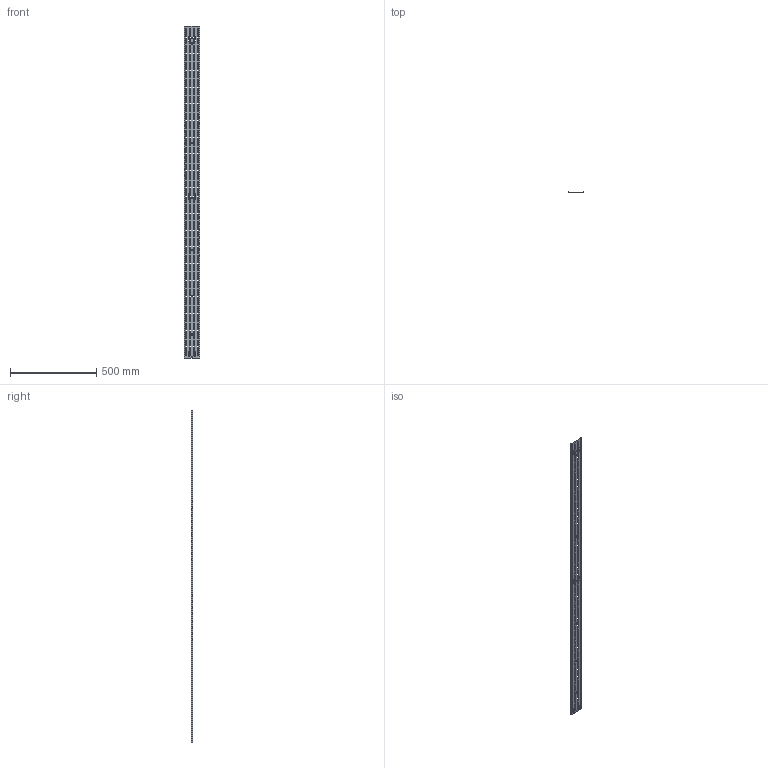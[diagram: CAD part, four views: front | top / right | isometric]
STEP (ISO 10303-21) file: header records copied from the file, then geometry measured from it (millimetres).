
FILE_DESCRIPTION (( 'STEP AP214' ), '1' );
FILE_NAME ('LCMV42-RH_3D.step', '2024-01-27T00:10:01', ( '' ), ( '' ), 'SwSTEP 2.0', 'SolidWorks 2022', '' );
FILE_SCHEMA (( 'AUTOMOTIVE_DESIGN' ));
Length unit declared in the file: inch
Products named in the file (1): LCMV42-RH_3D
Bounding box: 90 x 6.7 x 1930 mm (x, y, z)
Volume: 186636.6 mm3; surface area: 334146.8 mm2
Topology: 1 solids, 1 shells, 1017 faces, 3029 edges, 2014 vertices
Faces by surface type: plane 980, cylinder 37
Entity records: 34473 total; most frequent: CARTESIAN_POINT 6061, ORIENTED_EDGE 6058, DIRECTION 5139, EDGE_CURVE 3029, LINE 2955, VECTOR 2955, VERTEX_POINT 2014, EDGE_LOOP 1509
